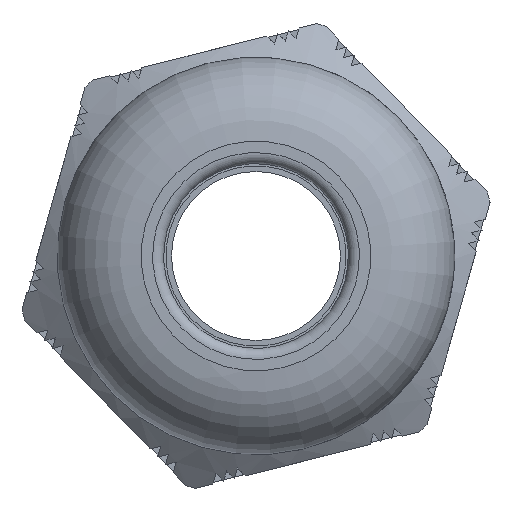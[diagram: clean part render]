
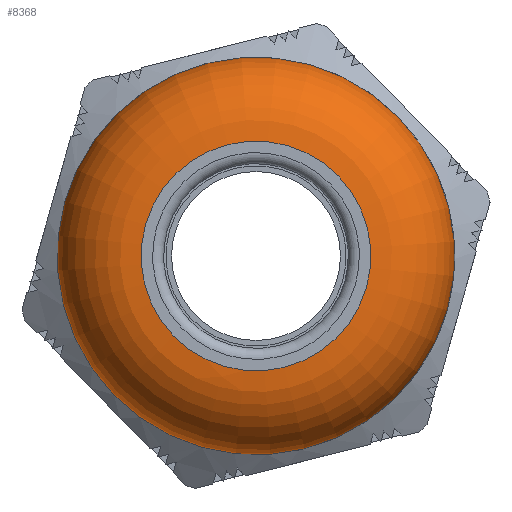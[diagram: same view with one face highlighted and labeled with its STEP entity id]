
A CAD part, left-side view. The second image highlights one B-rep face of the part: STEP entity #8368.
In plain terms, the highlighted toroidal (fillet/blend) face has major radius 5.19 mm and minor radius 3.79 mm.
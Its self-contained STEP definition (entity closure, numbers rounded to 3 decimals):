
#386=TOROIDAL_SURFACE('',#8962,5.19,3.79);
#424=FACE_BOUND('',#1733,.T.);
#464=CIRCLE('',#8821,5.19);
#504=CIRCLE('',#8961,8.98);
#1260=FACE_OUTER_BOUND('',#1732,.T.);
#1732=EDGE_LOOP('',(#6185));
#1733=EDGE_LOOP('',(#6186));
#3390=VERTEX_POINT('',#13395);
#3586=VERTEX_POINT('',#14115);
#4277=EDGE_CURVE('',#3390,#3390,#464,.T.);
#4569=EDGE_CURVE('',#3586,#3586,#504,.T.);
#6185=ORIENTED_EDGE('',*,*,#4569,.T.);
#6186=ORIENTED_EDGE('',*,*,#4277,.F.);
#8368=ADVANCED_FACE('',(#1260,#424),#386,.T.);
#8821=AXIS2_PLACEMENT_3D('',#13396,#9875,#9876);
#8961=AXIS2_PLACEMENT_3D('',#14116,#10341,#10342);
#8962=AXIS2_PLACEMENT_3D('',#14117,#10343,#10344);
#9875=DIRECTION('center_axis',(1.,0.,0.));
#9876=DIRECTION('ref_axis',(0.,0.,-1.));
#10341=DIRECTION('center_axis',(1.,0.,0.));
#10342=DIRECTION('ref_axis',(0.,0.,-1.));
#10343=DIRECTION('center_axis',(1.,0.,0.));
#10344=DIRECTION('ref_axis',(0.,0.,-1.));
#13395=CARTESIAN_POINT('',(16.64,5.19,0.));
#13396=CARTESIAN_POINT('Origin',(16.64,0.,0.));
#14115=CARTESIAN_POINT('',(12.85,8.98,0.));
#14116=CARTESIAN_POINT('Origin',(12.85,0.,0.));
#14117=CARTESIAN_POINT('Origin',(12.85,0.,0.));
